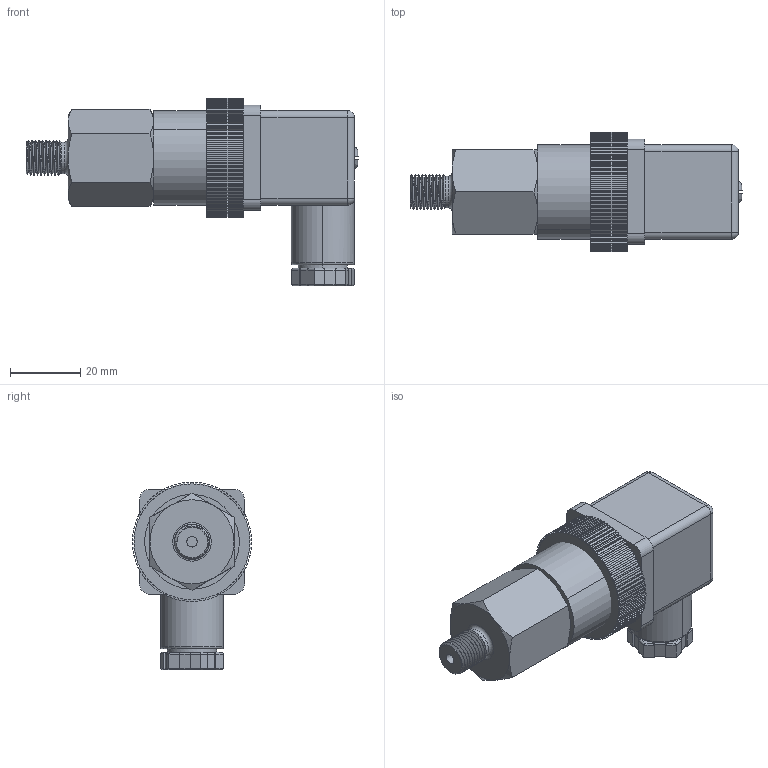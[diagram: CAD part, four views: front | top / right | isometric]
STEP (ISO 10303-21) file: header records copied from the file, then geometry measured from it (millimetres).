
FILE_DESCRIPTION(/* description */ (''),/* implementation_level */ '2;1');
FILE_NAME(/* name */ '（3D）PC110-M10M M10 外螺纹-赫斯曼接头.stp',/* time_stamp */ '2023-02-23T14:00:11+08:00',/* author */ (''),/* organization */ (''),/* preprocessor_version */ 'ST-DEVELOPER v16',/* originating_system */ 'SIEMENS PLM Software NX 10.0',/* authorisation */ '');
FILE_SCHEMA (('CONFIG_CONTROL_DESIGN'));
Length unit declared in the file: millimetre
Products named in the file (1):  _step
Bounding box: 94.7 x 33.99 x 53.5 mm (x, y, z)
Volume: 57949.1 mm3; surface area: 23972.3 mm2
Topology: 5 solids, 6 shells, 794 faces, 2197 edges, 1432 vertices
Faces by surface type: plane 447, cylinder 307, cone 19, bspline 12, torus 5, sphere 4
Full cylindrical faces by diameter (mm): 3 x1, 9 x1, 23.8 x1
Entity records: 28042 total; most frequent: CARTESIAN_POINT 7369, ORIENTED_EDGE 4368, DIRECTION 4270, EDGE_CURVE 2184, LINE 1498, VECTOR 1498, VERTEX_POINT 1429, AXIS2_PLACEMENT_3D 1386
